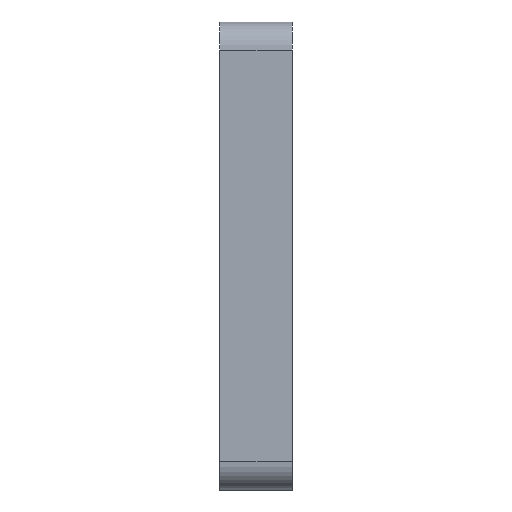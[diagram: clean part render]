
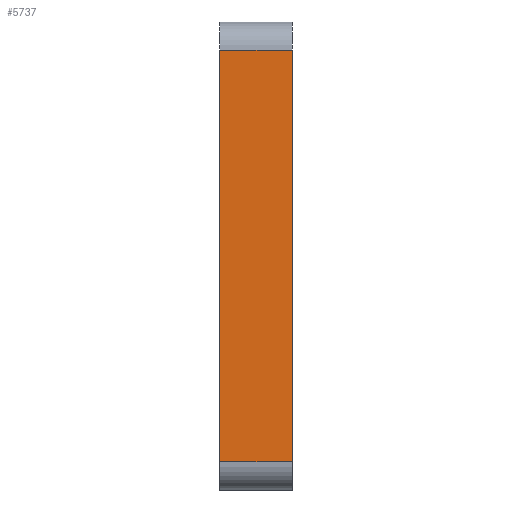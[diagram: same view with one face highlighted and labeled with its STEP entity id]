
A CAD part, left-side view. The second image highlights one B-rep face of the part: STEP entity #5737.
In plain terms, the highlighted planar face has unit normal (-1, 0, 0).
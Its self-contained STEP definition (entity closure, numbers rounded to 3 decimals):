
#820=FACE_OUTER_BOUND('',#1155,.T.);
#1155=EDGE_LOOP('',(#5235,#5236,#5237,#5238));
#1651=LINE('',#10860,#2172);
#1668=LINE('',#10906,#2189);
#1676=LINE('',#10934,#2197);
#1677=LINE('',#10936,#2198);
#2172=VECTOR('',#6692,10.);
#2189=VECTOR('',#6729,10.);
#2197=VECTOR('',#6755,10.);
#2198=VECTOR('',#6758,10.);
#2736=VERTEX_POINT('',#10846);
#2742=VERTEX_POINT('',#10858);
#2760=VERTEX_POINT('',#10903);
#2761=VERTEX_POINT('',#10905);
#3565=EDGE_CURVE('',#2736,#2742,#1651,.T.);
#3587=EDGE_CURVE('',#2760,#2761,#1668,.T.);
#3602=EDGE_CURVE('',#2736,#2760,#1676,.T.);
#3603=EDGE_CURVE('',#2761,#2742,#1677,.T.);
#5235=ORIENTED_EDGE('',*,*,#3602,.F.);
#5236=ORIENTED_EDGE('',*,*,#3565,.T.);
#5237=ORIENTED_EDGE('',*,*,#3603,.F.);
#5238=ORIENTED_EDGE('',*,*,#3587,.F.);
#5439=PLANE('',#5928);
#5737=ADVANCED_FACE('',(#820),#5439,.T.);
#5928=AXIS2_PLACEMENT_3D('',#10935,#6756,#6757);
#6692=DIRECTION('',(0.,0.,1.));
#6729=DIRECTION('',(0.,0.,1.));
#6755=DIRECTION('',(0.,1.,0.));
#6756=DIRECTION('center_axis',(-1.,0.,0.));
#6757=DIRECTION('ref_axis',(0.,0.,1.));
#6758=DIRECTION('',(0.,-1.,0.));
#10846=CARTESIAN_POINT('',(-64.118,0.,-88.015));
#10858=CARTESIAN_POINT('',(-64.118,0.,-14.515));
#10860=CARTESIAN_POINT('',(-64.118,0.,-93.015));
#10903=CARTESIAN_POINT('',(-64.118,13.,-88.015));
#10905=CARTESIAN_POINT('',(-64.118,13.,-14.515));
#10906=CARTESIAN_POINT('',(-64.118,13.,-93.015));
#10934=CARTESIAN_POINT('',(-64.118,0.,-88.015));
#10935=CARTESIAN_POINT('Origin',(-64.118,0.,-93.015));
#10936=CARTESIAN_POINT('',(-64.118,0.,-14.515));
